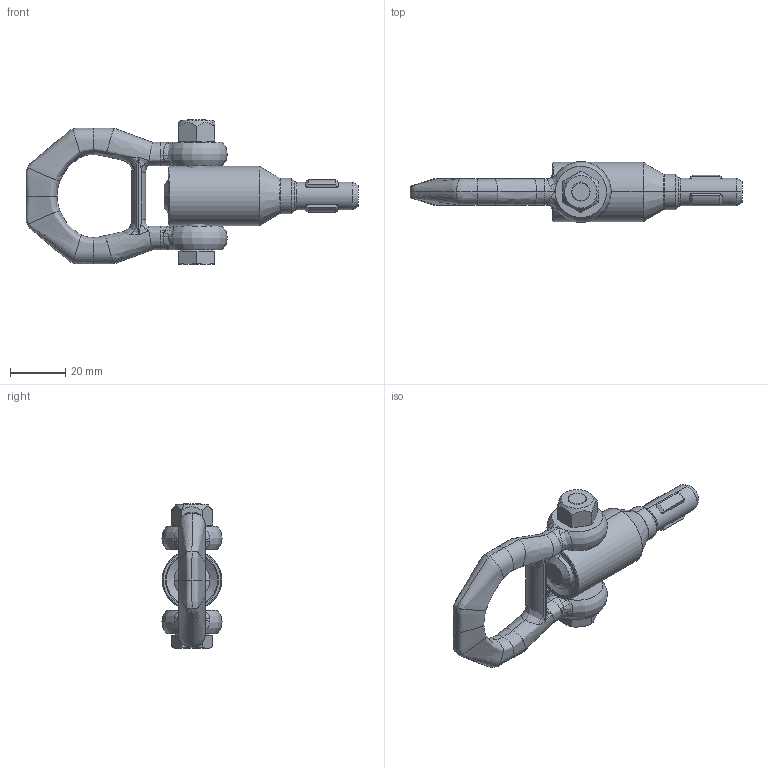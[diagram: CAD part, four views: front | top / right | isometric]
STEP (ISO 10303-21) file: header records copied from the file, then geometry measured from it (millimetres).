
FILE_DESCRIPTION(('STEP AP214'),'1');
FILE_NAME('HALDERN_EH_22352_3012.stp','2021-02-26T07:19:31',('TraceParts'),('TraceParts S.A.'),'Spatial InterOp 3D',' ',' ');
FILE_SCHEMA(('AUTOMOTIVE_DESIGN { 1 0 10303 214 1 1 1 1 }'));
Length unit declared in the file: millimetre
Products named in the file (1): HALDERN_EH_22352_3012_1
Bounding box: 119.95 x 21.75 x 52.3 mm (x, y, z)
Volume: 34745.8 mm3; surface area: 13112.7 mm2
Topology: 4 solids, 4 shells, 211 faces, 578 edges, 366 vertices
Faces by surface type: bspline 68, cylinder 57, plane 43, cone 34, torus 8, sphere 1
Entity records: 18174 total; most frequent: CARTESIAN_POINT 11565, ORIENTED_EDGE 1128, DIRECTION 913, EDGE_CURVE 564, AXIS2_PLACEMENT_3D 381, VERTEX_POINT 366, EDGE_LOOP 224, CIRCLE 216
